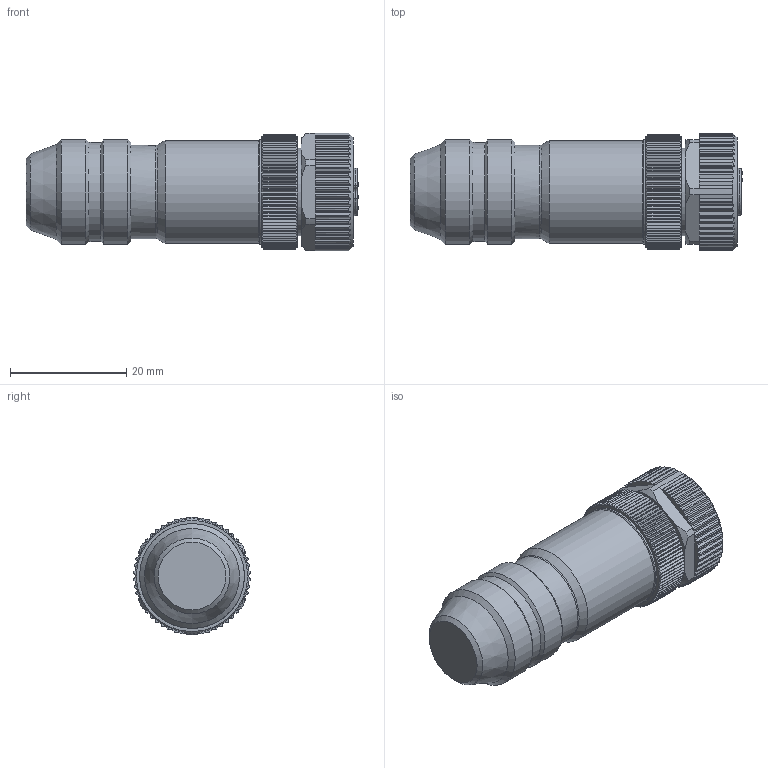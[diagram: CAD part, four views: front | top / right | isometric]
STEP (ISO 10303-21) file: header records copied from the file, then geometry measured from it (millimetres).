
FILE_DESCRIPTION(/* description */ (''),/* implementation_level */ '2;1');
FILE_NAME(/* name */ 'WAKCS12L.stp',/* time_stamp */ '2016-12-09T09:42:13+01:00',/* author */ (''),/* organization */ (''),/* preprocessor_version */ 'ST-DEVELOPER v16',/* originating_system */ 'SIEMENS PLM Software NX 10.0',/* authorisation */ '');
FILE_SCHEMA (('AUTOMOTIVE_DESIGN { 1 0 10303 214 3 1 1 1 }'));
Length unit declared in the file: millimetre
Products named in the file (1): kbor3591xcuz
Bounding box: 57 x 20.16 x 20.2 mm (x, y, z)
Volume: 13579.9 mm3; surface area: 4726.6 mm2
Topology: 1 solids, 1 shells, 912 faces, 2203 edges, 1329 vertices
Faces by surface type: plane 385, cylinder 226, cone 220, extrusion 75, torus 4, sphere 2
Full cylindrical faces by diameter (mm): 0.7 x12, 10.917 x1, 15 x1, 16 x1, 17 x1, 17.7 x1, 18 x3
Entity records: 28991 total; most frequent: CARTESIAN_POINT 9195, ORIENTED_EDGE 4272, DIRECTION 3726, EDGE_CURVE 2136, AXIS2_PLACEMENT_3D 1423, VERTEX_POINT 1308, EDGE_LOOP 994, ADVANCED_FACE 912
